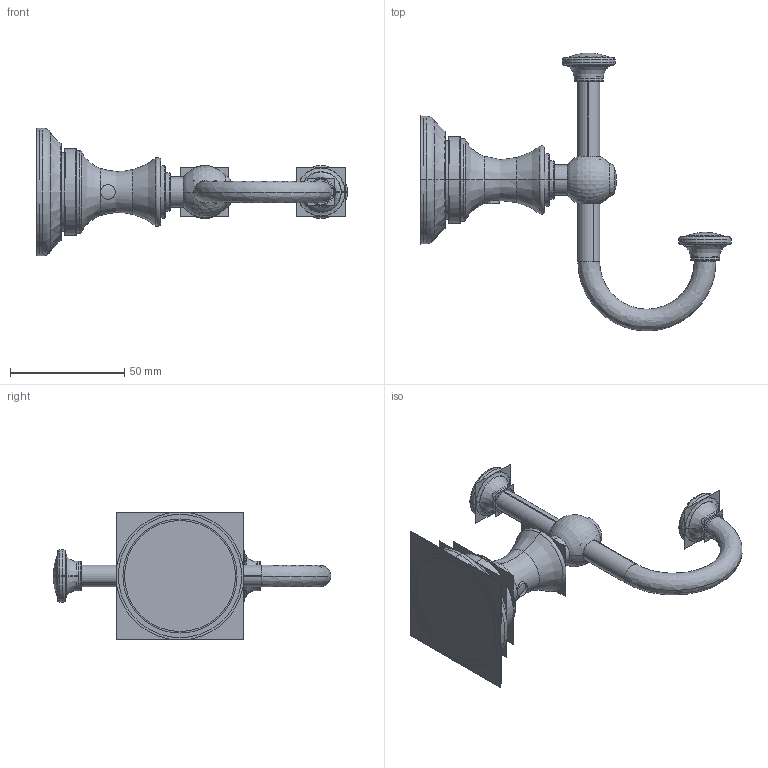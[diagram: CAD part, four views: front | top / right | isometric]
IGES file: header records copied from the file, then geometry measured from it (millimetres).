
Start section:  PTC IGES file: 5611_asm.igs
Global section: file name: 5611_asm.igs; native system: Creo Parametric by PTC Inc.; preprocessor: 2018400; author: jinson.thomas; organization: Unknown; date: 20190809.104419; units: inch
Bounding box: 135.89 x 121.48 x 55.88 mm (x, y, z)
Volume: 49441.7 mm3; surface area: 165731.9 mm2
Topology: 6 solids, 6 shells, 868 faces, 4480 edges, 5689 vertices
Faces by surface type: revolution 534, bspline 334
